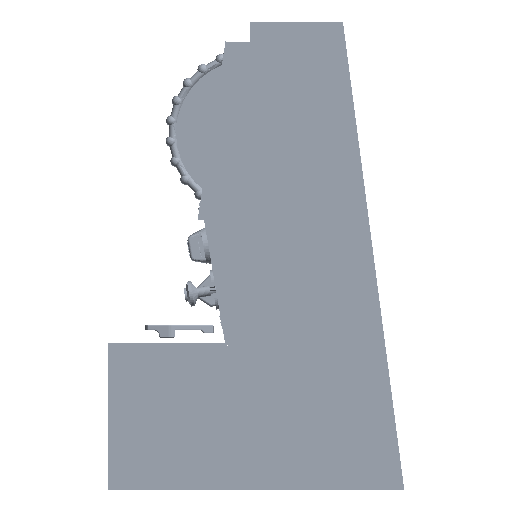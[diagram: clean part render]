
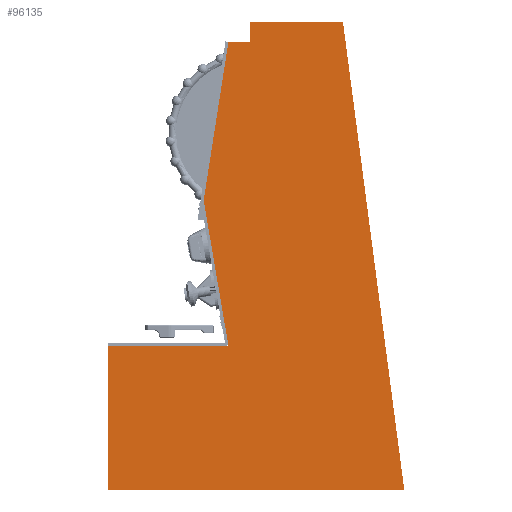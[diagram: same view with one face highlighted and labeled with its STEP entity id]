
A CAD part, left-side view. The second image highlights one B-rep face of the part: STEP entity #96135.
In plain terms, the highlighted planar face has unit normal (-1, 0, 0).
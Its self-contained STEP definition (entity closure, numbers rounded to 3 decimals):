
#7516=PLANE('',#103110);
#11462=FACE_OUTER_BOUND('',#17238,.T.);
#17238=EDGE_LOOP('',(#79919,#79920,#79921,#79922,#79923,#79924,#79925,#79926,
#79927));
#25526=LINE('',#175452,#34598);
#25530=LINE('',#175460,#34602);
#25533=LINE('',#175466,#34605);
#25536=LINE('',#175472,#34608);
#25539=LINE('',#175478,#34611);
#25542=LINE('',#175484,#34614);
#25545=LINE('',#175490,#34617);
#25548=LINE('',#175496,#34620);
#25551=LINE('',#175501,#34623);
#34598=VECTOR('',#120442,10.);
#34602=VECTOR('',#120448,10.);
#34605=VECTOR('',#120453,10.);
#34608=VECTOR('',#120458,10.);
#34611=VECTOR('',#120463,10.);
#34614=VECTOR('',#120468,10.);
#34617=VECTOR('',#120473,10.);
#34620=VECTOR('',#120478,10.);
#34623=VECTOR('',#120483,10.);
#46011=VERTEX_POINT('',#175450);
#46012=VERTEX_POINT('',#175451);
#46015=VERTEX_POINT('',#175459);
#46017=VERTEX_POINT('',#175465);
#46019=VERTEX_POINT('',#175471);
#46021=VERTEX_POINT('',#175477);
#46023=VERTEX_POINT('',#175483);
#46025=VERTEX_POINT('',#175489);
#46027=VERTEX_POINT('',#175495);
#57759=EDGE_CURVE('',#46011,#46012,#25526,.T.);
#57763=EDGE_CURVE('',#46015,#46012,#25530,.T.);
#57766=EDGE_CURVE('',#46017,#46015,#25533,.T.);
#57769=EDGE_CURVE('',#46019,#46017,#25536,.T.);
#57772=EDGE_CURVE('',#46021,#46019,#25539,.T.);
#57775=EDGE_CURVE('',#46023,#46021,#25542,.T.);
#57778=EDGE_CURVE('',#46023,#46025,#25545,.T.);
#57781=EDGE_CURVE('',#46025,#46027,#25548,.T.);
#57784=EDGE_CURVE('',#46011,#46027,#25551,.T.);
#79919=ORIENTED_EDGE('',*,*,#57784,.F.);
#79920=ORIENTED_EDGE('',*,*,#57759,.T.);
#79921=ORIENTED_EDGE('',*,*,#57763,.F.);
#79922=ORIENTED_EDGE('',*,*,#57766,.F.);
#79923=ORIENTED_EDGE('',*,*,#57769,.F.);
#79924=ORIENTED_EDGE('',*,*,#57772,.F.);
#79925=ORIENTED_EDGE('',*,*,#57775,.F.);
#79926=ORIENTED_EDGE('',*,*,#57778,.T.);
#79927=ORIENTED_EDGE('',*,*,#57781,.T.);
#96135=ADVANCED_FACE('',(#11462),#7516,.F.);
#103110=AXIS2_PLACEMENT_3D('',#175504,#120487,#120488);
#120442=DIRECTION('',(0.,0.,-1.));
#120448=DIRECTION('',(0.,-1.,0.));
#120453=DIRECTION('',(0.,-0.154,0.988));
#120458=DIRECTION('',(0.,0.168,0.986));
#120463=DIRECTION('',(0.,-1.,0.));
#120468=DIRECTION('',(0.,0.,1.));
#120473=DIRECTION('',(0.,-1.,0.));
#120478=DIRECTION('',(0.,0.13,0.992));
#120483=DIRECTION('',(0.,-1.,0.));
#120487=DIRECTION('center_axis',(1.,0.,0.));
#120488=DIRECTION('ref_axis',(0.,1.,0.));
#175450=CARTESIAN_POINT('',(-77.788,366.801,15.799));
#175451=CARTESIAN_POINT('',(-77.788,366.801,-4.201));
#175452=CARTESIAN_POINT('',(-77.788,366.801,15.799));
#175459=CARTESIAN_POINT('',(-77.788,388.436,-4.201));
#175460=CARTESIAN_POINT('',(-77.788,388.436,-4.201));
#175465=CARTESIAN_POINT('',(-77.788,413.436,-164.201));
#175466=CARTESIAN_POINT('',(-77.788,413.436,-164.201));
#175471=CARTESIAN_POINT('',(-77.788,388.436,-311.01));
#175472=CARTESIAN_POINT('',(-77.788,388.436,-311.01));
#175477=CARTESIAN_POINT('',(-77.788,510.318,-311.01));
#175478=CARTESIAN_POINT('',(-77.788,510.318,-311.01));
#175483=CARTESIAN_POINT('',(-77.788,510.318,-456.701));
#175484=CARTESIAN_POINT('',(-77.788,510.318,-461.01));
#175489=CARTESIAN_POINT('',(-77.788,210.883,-456.701));
#175490=CARTESIAN_POINT('',(-77.788,683.797,-456.701));
#175495=CARTESIAN_POINT('',(-77.788,272.8,15.799));
#175496=CARTESIAN_POINT('',(-77.788,270.18,-4.201));
#175501=CARTESIAN_POINT('',(-77.788,366.801,15.799));
#175504=CARTESIAN_POINT('Origin',(-77.788,318.491,5.799));
